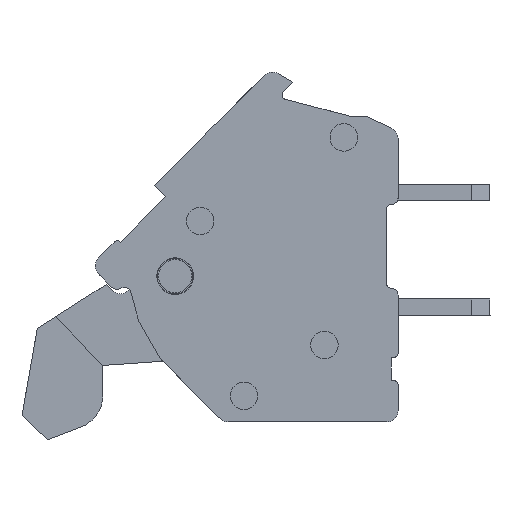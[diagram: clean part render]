
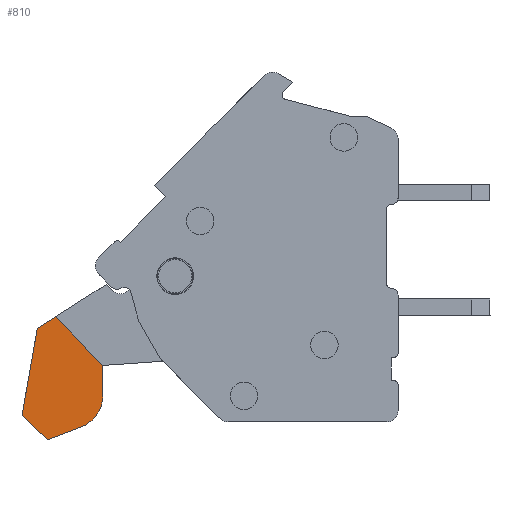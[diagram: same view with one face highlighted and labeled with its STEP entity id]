
A CAD part, left-side view. The second image highlights one B-rep face of the part: STEP entity #810.
In plain terms, the highlighted face is planar.
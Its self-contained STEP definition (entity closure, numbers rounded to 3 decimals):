
#200 = ORIENTED_EDGE ( 'NONE', *, *, #2980, .T. ) ;
#237 = VERTEX_POINT ( 'NONE', #3529 ) ;
#375 = ORIENTED_EDGE ( 'NONE', *, *, #2936, .T. ) ;
#810 = ADVANCED_FACE ( 'NONE', ( #1019 ), #846, .T. ) ;
#846 = PLANE ( 'NONE',  #7004 ) ;
#1019 = FACE_OUTER_BOUND ( 'NONE', #7305, .T. ) ;
#1307 = CARTESIAN_POINT ( 'NONE',  ( 243.866, 239.229, -5.7 ) ) ;
#1335 = CARTESIAN_POINT ( 'NONE',  ( 240.758, 239.552, -5.7 ) ) ;
#1656 = EDGE_CURVE ( 'NONE', #7692, #3851, #5617, .T. ) ;
#1817 = EDGE_CURVE ( 'NONE', #4009, #5110, #4793, .T. ) ;
#1843 = LINE ( 'NONE', #7834, #3857 ) ;
#1907 = ORIENTED_EDGE ( 'NONE', *, *, #2832, .T. ) ;
#2099 = ORIENTED_EDGE ( 'NONE', *, *, #1817, .T. ) ;
#2217 = CARTESIAN_POINT ( 'NONE',  ( 240.758, 239.552, -5.7 ) ) ;
#2225 = DIRECTION ( 'NONE',  ( 0., 0., 1. ) ) ;
#2233 = EDGE_CURVE ( 'NONE', #237, #6837, #7586, .T. ) ;
#2501 = DIRECTION ( 'NONE',  ( -0.017, 1., 0. ) ) ;
#2642 = CARTESIAN_POINT ( 'NONE',  ( 241.83, 238.503, -5.7 ) ) ;
#2832 = EDGE_CURVE ( 'NONE', #5110, #7692, #1843, .T. ) ;
#2868 = CARTESIAN_POINT ( 'NONE',  ( 239.819, 235.701, -5.7 ) ) ;
#2936 = EDGE_CURVE ( 'NONE', #6193, #4009, #6473, .T. ) ;
#2978 = CARTESIAN_POINT ( 'NONE',  ( 239.819, 235.701, -5.7 ) ) ;
#2980 = EDGE_CURVE ( 'NONE', #6837, #6193, #7396, .T. ) ;
#3068 = CARTESIAN_POINT ( 'NONE',  ( 243.893, 237.704, -5.7 ) ) ;
#3361 = ORIENTED_EDGE ( 'NONE', *, *, #4601, .T. ) ;
#3399 = VECTOR ( 'NONE', #7060, 1000. ) ;
#3529 = CARTESIAN_POINT ( 'NONE',  ( 243.893, 237.704, -5.7 ) ) ;
#3725 = LINE ( 'NONE', #6358, #3399 ) ;
#3851 = VERTEX_POINT ( 'NONE', #7708 ) ;
#3857 = VECTOR ( 'NONE', #7745, 1000. ) ;
#4009 = VERTEX_POINT ( 'NONE', #1335 ) ;
#4163 = CARTESIAN_POINT ( 'NONE',  ( 240.743, 241.998, -5.7 ) ) ;
#4594 = DIRECTION ( 'NONE',  ( 0., 0., 1. ) ) ;
#4601 = EDGE_CURVE ( 'NONE', #3851, #237, #3725, .T. ) ;
#4673 = AXIS2_PLACEMENT_3D ( 'NONE', #2642, #4594, #5282 ) ;
#4793 = LINE ( 'NONE', #2217, #6711 ) ;
#4844 = DIRECTION ( 'NONE',  ( -0.699, -0.715, 0. ) ) ;
#5110 = VERTEX_POINT ( 'NONE', #8168 ) ;
#5143 = VECTOR ( 'NONE', #5171, 1000. ) ;
#5171 = DIRECTION ( 'NONE',  ( 0.977, -0.214, 0. ) ) ;
#5282 = DIRECTION ( 'NONE',  ( 0.412, 0.911, 0. ) ) ;
#5617 = LINE ( 'NONE', #2978, #5143 ) ;
#5777 = VECTOR ( 'NONE', #2501, 1000. ) ;
#6098 = ORIENTED_EDGE ( 'NONE', *, *, #1656, .T. ) ;
#6193 = VERTEX_POINT ( 'NONE', #6945 ) ;
#6281 = ORIENTED_EDGE ( 'NONE', *, *, #2233, .T. ) ;
#6358 = CARTESIAN_POINT ( 'NONE',  ( 240.743, 235.498, -5.7 ) ) ;
#6473 = CIRCLE ( 'NONE', #4673, 1.5 ) ;
#6711 = VECTOR ( 'NONE', #4844, 1000. ) ;
#6837 = VERTEX_POINT ( 'NONE', #1307 ) ;
#6888 = VECTOR ( 'NONE', #7488, 1000. ) ;
#6945 = CARTESIAN_POINT ( 'NONE',  ( 242.448, 239.87, -5.7 ) ) ;
#7004 = AXIS2_PLACEMENT_3D ( 'NONE', #4163, #2225, #7478 ) ;
#7060 = DIRECTION ( 'NONE',  ( 0.819, 0.574, 0. ) ) ;
#7305 = EDGE_LOOP ( 'NONE', ( #6281, #200, #375, #2099, #1907, #6098, #3361 ) ) ;
#7307 = CARTESIAN_POINT ( 'NONE',  ( 243.866, 239.229, -5.7 ) ) ;
#7396 = LINE ( 'NONE', #7307, #6888 ) ;
#7478 = DIRECTION ( 'NONE',  ( -1., 0., 0. ) ) ;
#7488 = DIRECTION ( 'NONE',  ( -0.911, 0.412, 0. ) ) ;
#7586 = LINE ( 'NONE', #3068, #5777 ) ;
#7692 = VERTEX_POINT ( 'NONE', #2868 ) ;
#7708 = CARTESIAN_POINT ( 'NONE',  ( 240.743, 235.498, -5.7 ) ) ;
#7745 = DIRECTION ( 'NONE',  ( -0.017, -1., 0. ) ) ;
#7834 = CARTESIAN_POINT ( 'NONE',  ( 239.871, 238.646, -5.7 ) ) ;
#8168 = CARTESIAN_POINT ( 'NONE',  ( 239.871, 238.646, -5.7 ) ) ;
